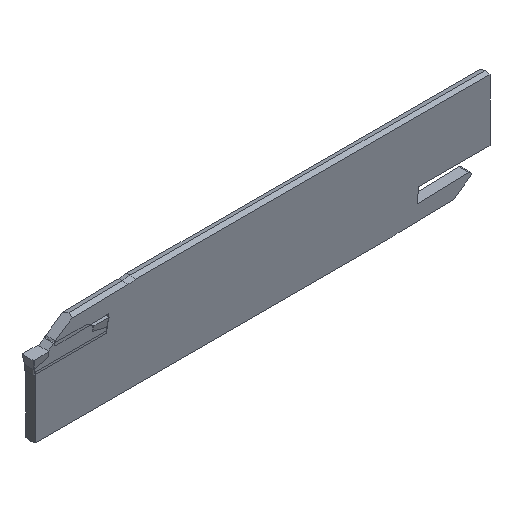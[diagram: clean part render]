
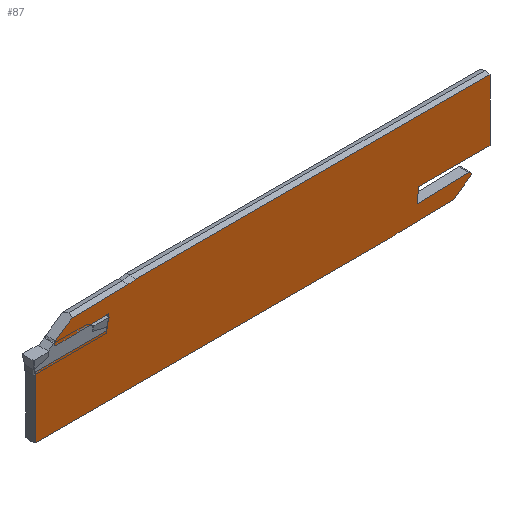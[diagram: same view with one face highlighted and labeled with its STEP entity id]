
A CAD part, isometric view. The second image highlights one B-rep face of the part: STEP entity #87.
In plain terms, the highlighted planar face has unit normal (0, -1, 0).
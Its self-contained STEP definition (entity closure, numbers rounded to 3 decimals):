
#87=ADVANCED_FACE('',(#181),#141,.F.);
#141=PLANE('',#1046);
#181=FACE_OUTER_BOUND('',#235,.T.);
#235=EDGE_LOOP('',(#320,#321,#322,#323,#324,#325,#326,#327,#328,#329,#330,
#331,#332,#333,#334,#335,#336,#337));
#292=CIRCLE('',#1042,25.429);
#293=CIRCLE('',#1043,0.8);
#294=CIRCLE('',#1044,25.429);
#295=CIRCLE('',#1045,0.8);
#320=ORIENTED_EDGE('',*,*,#696,.F.);
#321=ORIENTED_EDGE('',*,*,#697,.F.);
#322=ORIENTED_EDGE('',*,*,#698,.F.);
#323=ORIENTED_EDGE('',*,*,#699,.T.);
#324=ORIENTED_EDGE('',*,*,#700,.F.);
#325=ORIENTED_EDGE('',*,*,#701,.F.);
#326=ORIENTED_EDGE('',*,*,#702,.F.);
#327=ORIENTED_EDGE('',*,*,#703,.F.);
#328=ORIENTED_EDGE('',*,*,#704,.F.);
#329=ORIENTED_EDGE('',*,*,#705,.F.);
#330=ORIENTED_EDGE('',*,*,#706,.F.);
#331=ORIENTED_EDGE('',*,*,#707,.T.);
#332=ORIENTED_EDGE('',*,*,#708,.F.);
#333=ORIENTED_EDGE('',*,*,#709,.F.);
#334=ORIENTED_EDGE('',*,*,#710,.F.);
#335=ORIENTED_EDGE('',*,*,#711,.F.);
#336=ORIENTED_EDGE('',*,*,#712,.F.);
#337=ORIENTED_EDGE('',*,*,#713,.F.);
#604=VERTEX_POINT('',#1414);
#605=VERTEX_POINT('',#1415);
#606=VERTEX_POINT('',#1417);
#607=VERTEX_POINT('',#1419);
#608=VERTEX_POINT('',#1421);
#609=VERTEX_POINT('',#1423);
#610=VERTEX_POINT('',#1425);
#611=VERTEX_POINT('',#1427);
#612=VERTEX_POINT('',#1429);
#613=VERTEX_POINT('',#1431);
#614=VERTEX_POINT('',#1433);
#615=VERTEX_POINT('',#1435);
#616=VERTEX_POINT('',#1437);
#617=VERTEX_POINT('',#1439);
#618=VERTEX_POINT('',#1441);
#619=VERTEX_POINT('',#1443);
#620=VERTEX_POINT('',#1445);
#621=VERTEX_POINT('',#1447);
#696=EDGE_CURVE('',#604,#605,#834,.T.);
#697=EDGE_CURVE('',#606,#604,#835,.T.);
#698=EDGE_CURVE('',#607,#606,#836,.T.);
#699=EDGE_CURVE('',#607,#608,#837,.T.);
#700=EDGE_CURVE('',#609,#608,#292,.T.);
#701=EDGE_CURVE('',#610,#609,#838,.T.);
#702=EDGE_CURVE('',#611,#610,#839,.T.);
#703=EDGE_CURVE('',#612,#611,#293,.T.);
#704=EDGE_CURVE('',#613,#612,#840,.T.);
#705=EDGE_CURVE('',#614,#613,#841,.T.);
#706=EDGE_CURVE('',#615,#614,#842,.T.);
#707=EDGE_CURVE('',#615,#616,#843,.T.);
#708=EDGE_CURVE('',#617,#616,#844,.T.);
#709=EDGE_CURVE('',#618,#617,#294,.T.);
#710=EDGE_CURVE('',#619,#618,#845,.T.);
#711=EDGE_CURVE('',#620,#619,#846,.T.);
#712=EDGE_CURVE('',#621,#620,#295,.T.);
#713=EDGE_CURVE('',#605,#621,#847,.T.);
#834=LINE('',#1413,#942);
#835=LINE('',#1416,#943);
#836=LINE('',#1418,#944);
#837=LINE('',#1420,#945);
#838=LINE('',#1424,#946);
#839=LINE('',#1426,#947);
#840=LINE('',#1430,#948);
#841=LINE('',#1432,#949);
#842=LINE('',#1434,#950);
#843=LINE('',#1436,#951);
#844=LINE('',#1438,#952);
#845=LINE('',#1442,#953);
#846=LINE('',#1444,#954);
#847=LINE('',#1448,#955);
#942=VECTOR('',#1139,1.);
#943=VECTOR('',#1140,1.);
#944=VECTOR('',#1141,1.);
#945=VECTOR('',#1142,1.);
#946=VECTOR('',#1145,1.);
#947=VECTOR('',#1146,1.);
#948=VECTOR('',#1149,1.);
#949=VECTOR('',#1150,1.);
#950=VECTOR('',#1151,1.);
#951=VECTOR('',#1152,1.);
#952=VECTOR('',#1153,1.);
#953=VECTOR('',#1156,1.);
#954=VECTOR('',#1157,1.);
#955=VECTOR('',#1160,1.);
#1042=AXIS2_PLACEMENT_3D('',#1422,#1143,#1144);
#1043=AXIS2_PLACEMENT_3D('',#1428,#1147,#1148);
#1044=AXIS2_PLACEMENT_3D('',#1440,#1154,#1155);
#1045=AXIS2_PLACEMENT_3D('',#1446,#1158,#1159);
#1046=AXIS2_PLACEMENT_3D('',#1449,#1161,#1162);
#1139=DIRECTION('',(-0.122,0.,-0.993));
#1140=DIRECTION('',(-1.,0.,0.));
#1141=DIRECTION('',(0.,0.,-1.));
#1142=DIRECTION('',(-1.,0.,0.));
#1143=DIRECTION('',(0.,-1.,0.));
#1144=DIRECTION('',(0.019,0.,-1.));
#1145=DIRECTION('',(1.,0.,0.019));
#1146=DIRECTION('',(0.819,0.,0.574));
#1147=DIRECTION('',(0.,1.,0.));
#1148=DIRECTION('',(0.,0.,1.));
#1149=DIRECTION('',(-1.,0.,-0.026));
#1150=DIRECTION('',(0.122,0.,0.993));
#1151=DIRECTION('',(1.,0.,0.));
#1152=DIRECTION('',(0.,0.,-1.));
#1153=DIRECTION('',(-1.,0.,0.));
#1154=DIRECTION('',(0.,-1.,0.));
#1155=DIRECTION('',(-0.019,0.,1.));
#1156=DIRECTION('',(-1.,0.,-0.019));
#1157=DIRECTION('',(-0.819,0.,-0.574));
#1158=DIRECTION('',(0.,1.,0.));
#1159=DIRECTION('',(0.,0.,1.));
#1160=DIRECTION('',(1.,0.,0.026));
#1161=DIRECTION('',(0.,1.,0.));
#1162=DIRECTION('',(0.,0.,1.));
#1413=CARTESIAN_POINT('',(129.277,0.,8.687));
#1414=CARTESIAN_POINT('',(126.473,0.,-14.15));
#1415=CARTESIAN_POINT('',(125.908,0.,-18.75));
#1416=CARTESIAN_POINT('',(150.,0.,-14.15));
#1417=CARTESIAN_POINT('',(150.,0.,-14.15));
#1418=CARTESIAN_POINT('',(150.,0.,6.143));
#1419=CARTESIAN_POINT('',(150.,0.,6.143));
#1420=CARTESIAN_POINT('',(150.,0.,6.143));
#1421=CARTESIAN_POINT('',(33.027,0.,6.143));
#1422=CARTESIAN_POINT('',(29.808,0.,31.367));
#1423=CARTESIAN_POINT('',(30.288,0.,5.943));
#1424=CARTESIAN_POINT('',(-1.,0.,5.342));
#1425=CARTESIAN_POINT('',(12.03,0.,5.592));
#1426=CARTESIAN_POINT('',(104.868,0.,70.598));
#1427=CARTESIAN_POINT('',(6.555,0.,1.759));
#1428=CARTESIAN_POINT('',(7.014,0.,1.104));
#1429=CARTESIAN_POINT('',(7.035,0.,0.304));
#1430=CARTESIAN_POINT('',(150.055,0.,4.049));
#1431=CARTESIAN_POINT('',(24.092,0.,0.75));
#1432=CARTESIAN_POINT('',(26.614,0.,21.292));
#1433=CARTESIAN_POINT('',(23.527,0.,-3.85));
#1434=CARTESIAN_POINT('',(150.,0.,-3.85));
#1435=CARTESIAN_POINT('',(0.,0.,-3.85));
#1436=CARTESIAN_POINT('',(0.,0.,6.143));
#1437=CARTESIAN_POINT('',(0.,0.,-24.143));
#1438=CARTESIAN_POINT('',(150.,0.,-24.143));
#1439=CARTESIAN_POINT('',(116.973,0.,-24.143));
#1440=CARTESIAN_POINT('',(120.192,0.,-49.367));
#1441=CARTESIAN_POINT('',(119.712,0.,-23.943));
#1442=CARTESIAN_POINT('',(151.,0.,-23.342));
#1443=CARTESIAN_POINT('',(137.97,0.,-23.592));
#1444=CARTESIAN_POINT('',(160.013,0.,-8.158));
#1445=CARTESIAN_POINT('',(143.445,0.,-19.759));
#1446=CARTESIAN_POINT('',(142.986,0.,-19.104));
#1447=CARTESIAN_POINT('',(142.965,0.,-18.304));
#1448=CARTESIAN_POINT('',(150.635,0.,-18.103));
#1449=CARTESIAN_POINT('',(150.,0.,6.143));
